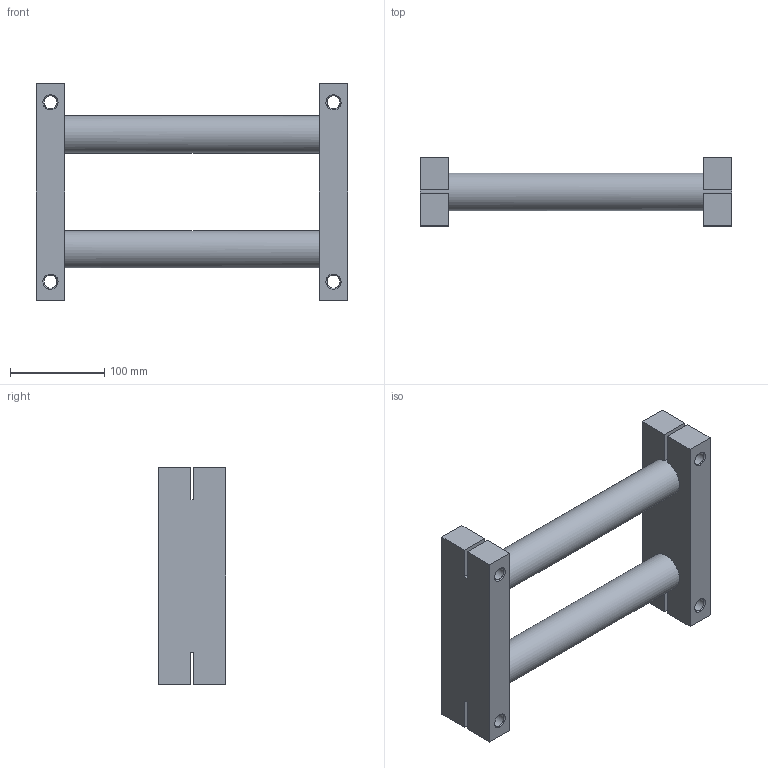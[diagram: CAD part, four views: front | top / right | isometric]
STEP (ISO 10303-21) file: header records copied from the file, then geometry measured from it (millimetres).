
FILE_DESCRIPTION ((), '1');
FILE_NAME ('TB46-840.stp', '2018-12-18T12:44:53', ('Unknown'), ('Unknown'), 'HarmonyWare STEP v2.0.5', 'Vectorworks', '');
FILE_SCHEMA (('CONFIG_CONTROL_DESIGN'));
Length unit declared in the file: millimetre
Products named in the file (1): NONE
Bounding box: 330 x 72 x 230 mm (x, y, z)
Volume: 1584624.8 mm3; surface area: 184598 mm2
Topology: 1 solids, 1 shells, 48 faces, 160 edges, 116 vertices
Faces by surface type: bspline 48
Entity records: 2184 total; most frequent: CARTESIAN_POINT 1195, ORIENTED_EDGE 320, EDGE_CURVE 160, VERTEX_POINT 116, B_SPLINE_CURVE_WITH_KNOTS 86, EDGE_LOOP 68, FACE_OUTER_BOUND 48, ADVANCED_FACE 48
